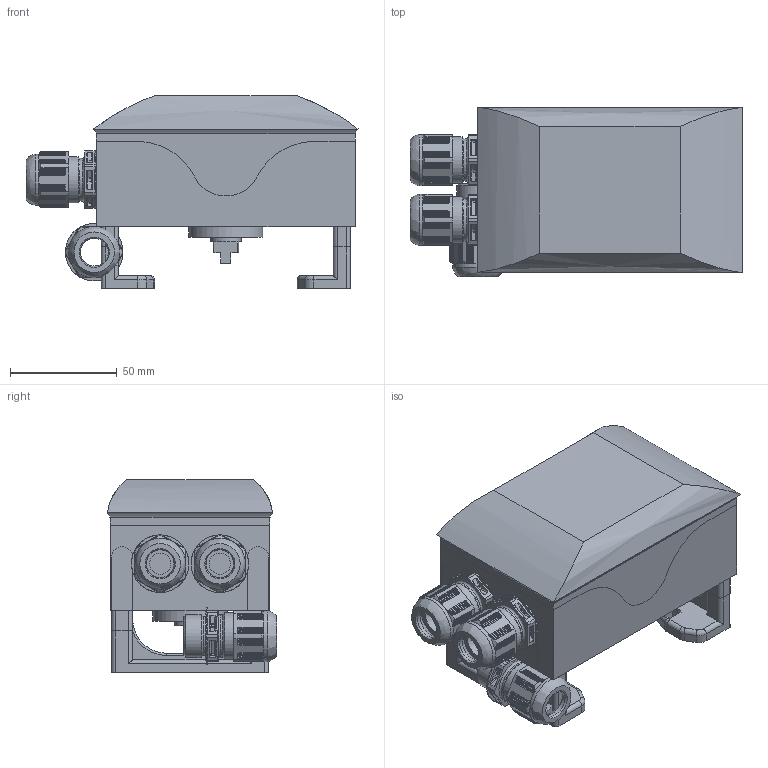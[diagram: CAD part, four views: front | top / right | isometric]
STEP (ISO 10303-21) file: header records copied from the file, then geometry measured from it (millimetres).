
FILE_DESCRIPTION( ( 'Unknown' ), '1' );
FILE_NAME( '9.410_Endschalterbox- neu-20.stp', 'Unknown', ( 'Unknown' ), ( 'Unknown' ), 'PSStep 13.0', 'Unknown', ' ' );
FILE_SCHEMA( ( 'AUTOMOTIVE_DESIGN { 1 0 10303 214 1 1 1 1 }' ) );
Length unit declared in the file: millimetre
Products named in the file (9): Assem1; Sockel 20; Sockel; Lasche_1; Deckel; Mitnehmer; Körper_neu; ESKV21
Bounding box: 155.75 x 79.35 x 90.5 mm (x, y, z)
Surface area: 182895.6 mm2
Topology: 23 solids, 23 shells, 2063 faces, 5284 edges, 3268 vertices
Faces by surface type: plane 750, cylinder 575, cone 426, torus 205, sphere 72, bspline 31, extrusion 4
Full cylindrical faces by diameter (mm): 10 x4, 13.3 x6, 14.4 x2, 18.128 x3, 19.941 x3, 20 x6, 21 x2, 21.8 x3, 23 x3, 24 x3, 27 x3, 29 x2, 34.8 x2
Entity records: 28170 total; most frequent: CARTESIAN_POINT 7427, ORIENTED_EDGE 3316, DIRECTION 2991, EDGE_CURVE 1658, AXIS2_PLACEMENT_3D 1127, VERTEX_POINT 1044, VECTOR 737, LINE 735
